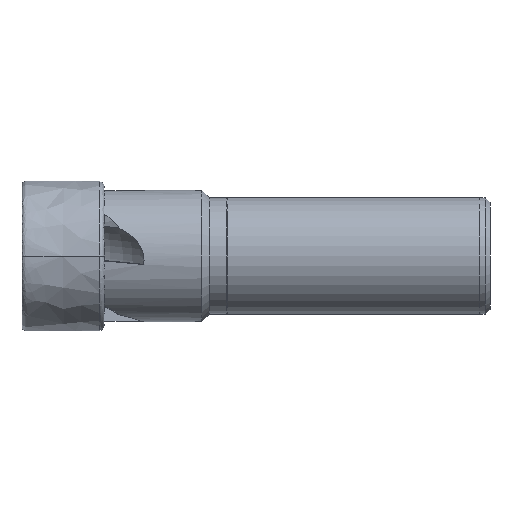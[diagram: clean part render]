
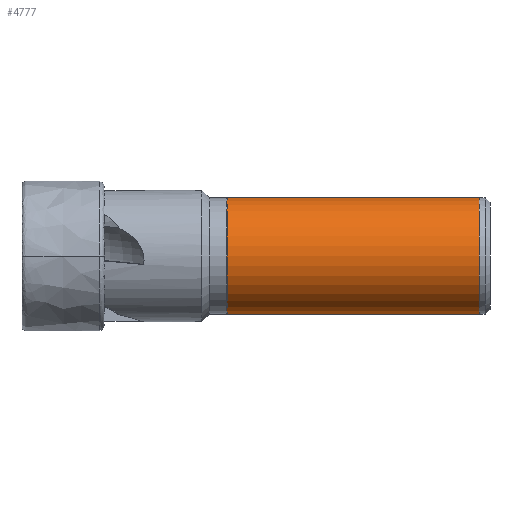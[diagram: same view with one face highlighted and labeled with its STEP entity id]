
A CAD part, front view. The second image highlights one B-rep face of the part: STEP entity #4777.
In plain terms, the highlighted cylindrical face has radius 12.5 mm (diameter 25 mm), a partial arc.
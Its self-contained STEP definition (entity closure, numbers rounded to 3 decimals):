
#242 = CIRCLE ( 'NONE', #4671, 12.5 ) ;
#313 = CIRCLE ( 'NONE', #4681, 12.5 ) ;
#601 = FACE_OUTER_BOUND ( 'NONE', #4893, .T. ) ;
#835 = CARTESIAN_POINT ( 'NONE',  ( 43., 0., 0. ) ) ;
#836 = DIRECTION ( 'NONE',  ( 1., 0., 0. ) ) ;
#837 = DIRECTION ( 'NONE',  ( 0., 0., -1. ) ) ;
#1102 = CARTESIAN_POINT ( 'NONE',  ( 96.85, 0., 0. ) ) ;
#1103 = DIRECTION ( 'NONE',  ( -1., 0., 0. ) ) ;
#1104 = DIRECTION ( 'NONE',  ( 0., 0., 1. ) ) ;
#2278 = DIRECTION ( 'NONE',  ( 0., 0., 1. ) ) ;
#2279 = CARTESIAN_POINT ( 'NONE',  ( 0., 0., 0. ) ) ;
#2280 = DIRECTION ( 'NONE',  ( -1., 0., 0. ) ) ;
#2392 = AXIS2_PLACEMENT_3D ( 'NONE', #2279, #2280, #2278 ) ;
#2521 = CYLINDRICAL_SURFACE ( 'NONE', #2392, 12.5 ) ;
#2563 = LINE ( 'NONE', #3353, #2569 ) ;
#2569 = VECTOR ( 'NONE', #3354, 1000. ) ;
#2587 = LINE ( 'NONE', #3493, #2590 ) ;
#2590 = VECTOR ( 'NONE', #3494, 1000. ) ;
#3036 = CARTESIAN_POINT ( 'NONE',  ( 96.85, 0., -12.5 ) ) ;
#3186 = CARTESIAN_POINT ( 'NONE',  ( 96.85, 0., 12.5 ) ) ;
#3238 = CARTESIAN_POINT ( 'NONE',  ( 43., 0., -12.5 ) ) ;
#3240 = CARTESIAN_POINT ( 'NONE',  ( 43., 0., 12.5 ) ) ;
#3353 = CARTESIAN_POINT ( 'NONE',  ( 0., 0., 12.5 ) ) ;
#3354 = DIRECTION ( 'NONE',  ( -1., 0., 0. ) ) ;
#3493 = CARTESIAN_POINT ( 'NONE',  ( 0., 0., -12.5 ) ) ;
#3494 = DIRECTION ( 'NONE',  ( -1., 0., 0. ) ) ;
#4257 = ORIENTED_EDGE ( 'NONE', *, *, #5895, .F. ) ;
#4260 = ORIENTED_EDGE ( 'NONE', *, *, #4351, .T. ) ;
#4277 = ORIENTED_EDGE ( 'NONE', *, *, #4416, .T. ) ;
#4278 = ORIENTED_EDGE ( 'NONE', *, *, #5457, .T. ) ;
#4351 = EDGE_CURVE ( 'NONE', #5219, #5217, #242, .T. ) ;
#4416 = EDGE_CURVE ( 'NONE', #5049, #5165, #313, .T. ) ;
#4671 = AXIS2_PLACEMENT_3D ( 'NONE', #835, #836, #837 ) ;
#4681 = AXIS2_PLACEMENT_3D ( 'NONE', #1102, #1103, #1104 ) ;
#4777 = ADVANCED_FACE ( 'NONE', ( #601 ), #2521, .T. ) ;
#4893 = EDGE_LOOP ( 'NONE', ( #4257, #4277, #4278, #4260 ) ) ;
#5049 = VERTEX_POINT ( 'NONE', #3036 ) ;
#5165 = VERTEX_POINT ( 'NONE', #3186 ) ;
#5217 = VERTEX_POINT ( 'NONE', #3238 ) ;
#5219 = VERTEX_POINT ( 'NONE', #3240 ) ;
#5457 = EDGE_CURVE ( 'NONE', #5165, #5219, #2563, .T. ) ;
#5895 = EDGE_CURVE ( 'NONE', #5049, #5217, #2587, .T. ) ;
